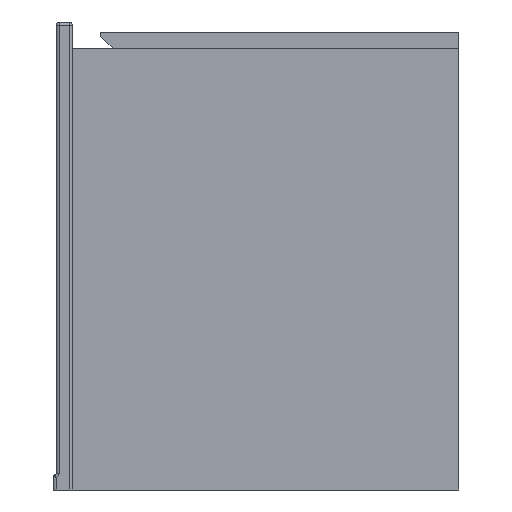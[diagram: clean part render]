
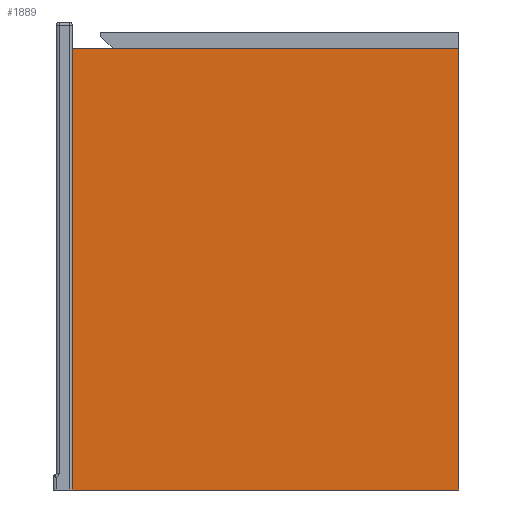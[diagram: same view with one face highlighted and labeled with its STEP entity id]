
A CAD part, left-side view. The second image highlights one B-rep face of the part: STEP entity #1889.
In plain terms, the highlighted planar face has unit normal (-1, 0, 0).
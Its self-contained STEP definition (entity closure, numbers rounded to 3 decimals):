
#78 = VERTEX_POINT ( 'NONE', #2136 ) ;
#254 = EDGE_LOOP ( 'NONE', ( #994, #3572, #1143, #599 ) ) ;
#599 = ORIENTED_EDGE ( 'NONE', *, *, #3684, .T. ) ;
#713 = PLANE ( 'NONE',  #2925 ) ;
#994 = ORIENTED_EDGE ( 'NONE', *, *, #1981, .F. ) ;
#1143 = ORIENTED_EDGE ( 'NONE', *, *, #1413, .T. ) ;
#1166 = DIRECTION ( 'NONE',  ( 0., 0., -1. ) ) ;
#1189 = VERTEX_POINT ( 'NONE', #3138 ) ;
#1212 = EDGE_CURVE ( 'NONE', #1189, #78, #2647, .T. ) ;
#1357 = CARTESIAN_POINT ( 'NONE',  ( -594., 190., 0. ) ) ;
#1413 = EDGE_CURVE ( 'NONE', #1189, #3590, #4310, .T. ) ;
#1889 = ADVANCED_FACE ( 'NONE', ( #3779 ), #713, .T. ) ;
#1981 = EDGE_CURVE ( 'NONE', #78, #2577, #4228, .T. ) ;
#2136 = CARTESIAN_POINT ( 'NONE',  ( -594., -190., 0. ) ) ;
#2337 = DIRECTION ( 'NONE',  ( -1., 0., 0. ) ) ;
#2542 = VECTOR ( 'NONE', #4257, 1000. ) ;
#2577 = VERTEX_POINT ( 'NONE', #1357 ) ;
#2647 = LINE ( 'NONE', #4112, #2756 ) ;
#2742 = VECTOR ( 'NONE', #3193, 1000. ) ;
#2756 = VECTOR ( 'NONE', #1166, 1000. ) ;
#2780 = CARTESIAN_POINT ( 'NONE',  ( -594., 190., 434. ) ) ;
#2831 = CARTESIAN_POINT ( 'NONE',  ( -594., 190., 0. ) ) ;
#2925 = AXIS2_PLACEMENT_3D ( 'NONE', #3329, #2337, #3005 ) ;
#3005 = DIRECTION ( 'NONE',  ( 0., -1., 0. ) ) ;
#3138 = CARTESIAN_POINT ( 'NONE',  ( -594., -190., 434. ) ) ;
#3193 = DIRECTION ( 'NONE',  ( 0., 0., -1. ) ) ;
#3276 = CARTESIAN_POINT ( 'NONE',  ( -594., 190., 434. ) ) ;
#3329 = CARTESIAN_POINT ( 'NONE',  ( -594., 190., 434. ) ) ;
#3352 = VECTOR ( 'NONE', #3507, 1000. ) ;
#3507 = DIRECTION ( 'NONE',  ( 0., 1., 0. ) ) ;
#3572 = ORIENTED_EDGE ( 'NONE', *, *, #1212, .F. ) ;
#3590 = VERTEX_POINT ( 'NONE', #2780 ) ;
#3632 = LINE ( 'NONE', #4120, #2742 ) ;
#3684 = EDGE_CURVE ( 'NONE', #3590, #2577, #3632, .T. ) ;
#3779 = FACE_OUTER_BOUND ( 'NONE', #254, .T. ) ;
#4112 = CARTESIAN_POINT ( 'NONE',  ( -594., -190., 434. ) ) ;
#4120 = CARTESIAN_POINT ( 'NONE',  ( -594., 190., 434. ) ) ;
#4228 = LINE ( 'NONE', #2831, #3352 ) ;
#4257 = DIRECTION ( 'NONE',  ( 0., 1., 0. ) ) ;
#4310 = LINE ( 'NONE', #3276, #2542 ) ;
